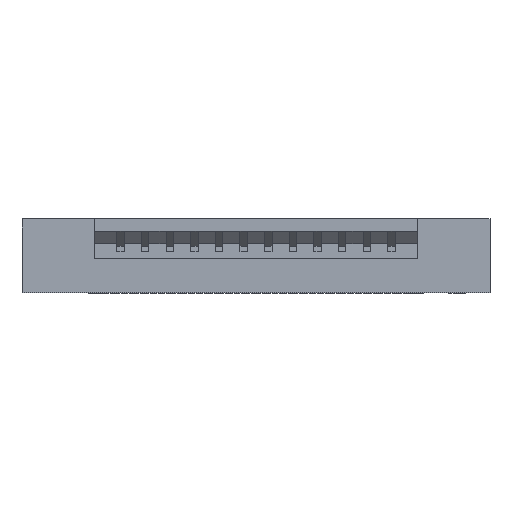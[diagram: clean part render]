
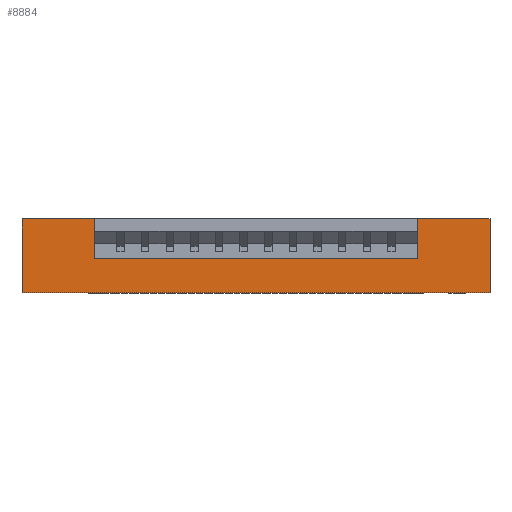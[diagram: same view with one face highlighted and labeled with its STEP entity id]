
A CAD part, top view. The second image highlights one B-rep face of the part: STEP entity #8884.
In plain terms, the highlighted planar face has unit normal (0, 0, 1).
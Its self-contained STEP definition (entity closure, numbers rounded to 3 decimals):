
#2476=ORIENTED_EDGE('',*,*,#3846,.F.);
#2477=ORIENTED_EDGE('',*,*,#3843,.F.);
#2478=ORIENTED_EDGE('',*,*,#3845,.F.);
#2479=ORIENTED_EDGE('',*,*,#3847,.T.);
#2480=ORIENTED_EDGE('',*,*,#3848,.T.);
#2481=ORIENTED_EDGE('',*,*,#3849,.F.);
#2482=ORIENTED_EDGE('',*,*,#3850,.F.);
#2483=ORIENTED_EDGE('',*,*,#3851,.F.);
#3843=EDGE_CURVE('',#4679,#4678,#5885,.T.);
#3845=EDGE_CURVE('',#4680,#4679,#5887,.T.);
#3846=EDGE_CURVE('',#4678,#4681,#5888,.T.);
#3847=EDGE_CURVE('',#4680,#4682,#5889,.T.);
#3848=EDGE_CURVE('',#4682,#4683,#5890,.T.);
#3849=EDGE_CURVE('',#4684,#4683,#5891,.T.);
#3850=EDGE_CURVE('',#4685,#4684,#5892,.T.);
#3851=EDGE_CURVE('',#4681,#4685,#5893,.T.);
#4678=VERTEX_POINT('',#13971);
#4679=VERTEX_POINT('',#13973);
#4680=VERTEX_POINT('',#13977);
#4681=VERTEX_POINT('',#13981);
#4682=VERTEX_POINT('',#13983);
#4683=VERTEX_POINT('',#13985);
#4684=VERTEX_POINT('',#13987);
#4685=VERTEX_POINT('',#13989);
#5885=LINE('',#13974,#7127);
#5887=LINE('',#13978,#7129);
#5888=LINE('',#13980,#7130);
#5889=LINE('',#13982,#7131);
#5890=LINE('',#13984,#7132);
#5891=LINE('',#13986,#7133);
#5892=LINE('',#13988,#7134);
#5893=LINE('',#13990,#7135);
#7127=VECTOR('',#11459,1000.);
#7129=VECTOR('',#11463,1000.);
#7130=VECTOR('',#11466,1000.);
#7131=VECTOR('',#11467,1000.);
#7132=VECTOR('',#11468,1000.);
#7133=VECTOR('',#11469,1000.);
#7134=VECTOR('',#11470,1000.);
#7135=VECTOR('',#11471,1000.);
#7604=EDGE_LOOP('',(#2476,#2477,#2478,#2479,#2480,#2481,#2482,#2483));
#8036=FACE_BOUND('',#7604,.T.);
#8454=PLANE('',#9407);
#8884=ADVANCED_FACE('',(#8036),#8454,.T.);
#9407=AXIS2_PLACEMENT_3D('',#13979,#11464,#11465);
#11459=DIRECTION('',(1.,0.,0.));
#11463=DIRECTION('',(0.,1.,0.));
#11464=DIRECTION('',(0.,0.,1.));
#11465=DIRECTION('',(1.,0.,0.));
#11466=DIRECTION('',(0.,-1.,0.));
#11467=DIRECTION('',(1.,0.,0.));
#11468=DIRECTION('',(0.,1.,0.));
#11469=DIRECTION('',(1.,0.,0.));
#11470=DIRECTION('',(0.,1.,0.));
#11471=DIRECTION('',(1.,0.,0.));
#13971=CARTESIAN_POINT('',(-6.575,1.5,0.55));
#13973=CARTESIAN_POINT('',(-9.5,1.5,0.55));
#13974=CARTESIAN_POINT('',(-9.5,1.5,0.55));
#13977=CARTESIAN_POINT('',(-9.5,-1.5,0.55));
#13978=CARTESIAN_POINT('',(-9.5,-1.5,0.55));
#13979=CARTESIAN_POINT('',(-9.5,-1.5,0.55));
#13980=CARTESIAN_POINT('',(-6.575,1.5,0.55));
#13981=CARTESIAN_POINT('',(-6.575,-0.1,0.55));
#13982=CARTESIAN_POINT('',(-9.5,-1.5,0.55));
#13983=CARTESIAN_POINT('',(9.5,-1.5,0.55));
#13984=CARTESIAN_POINT('',(9.5,-1.5,0.55));
#13985=CARTESIAN_POINT('',(9.5,1.5,0.55));
#13986=CARTESIAN_POINT('',(-9.5,1.5,0.55));
#13987=CARTESIAN_POINT('',(6.575,1.5,0.55));
#13988=CARTESIAN_POINT('',(6.575,-0.1,0.55));
#13989=CARTESIAN_POINT('',(6.575,-0.1,0.55));
#13990=CARTESIAN_POINT('',(-6.575,-0.1,0.55));
